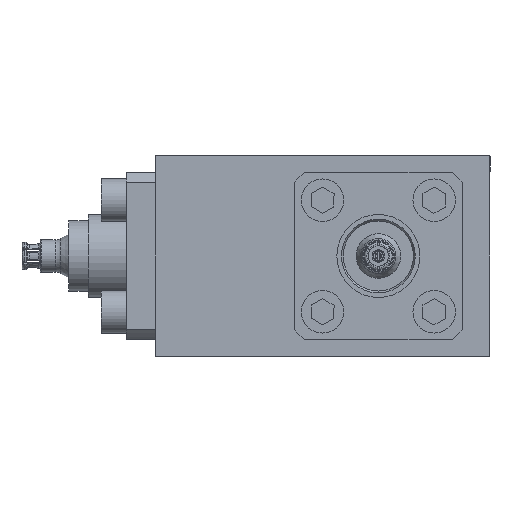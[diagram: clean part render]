
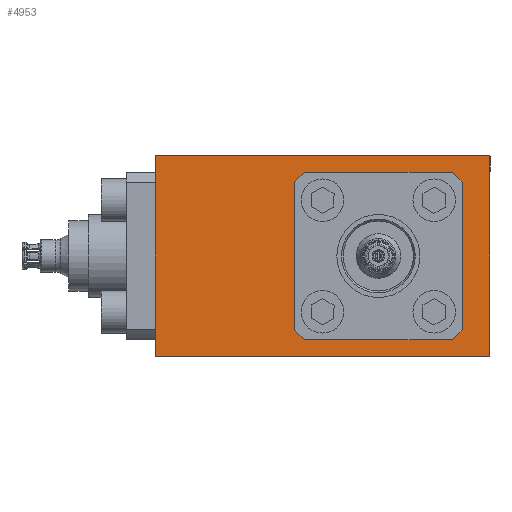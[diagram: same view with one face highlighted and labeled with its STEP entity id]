
A CAD part, left-side view. The second image highlights one B-rep face of the part: STEP entity #4953.
In plain terms, the highlighted planar face has unit normal (-1, 0, 0).
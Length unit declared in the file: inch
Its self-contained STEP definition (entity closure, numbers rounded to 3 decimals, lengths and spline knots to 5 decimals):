
#258=FACE_BOUND('',#946,.T.);
#259=FACE_BOUND('',#947,.T.);
#260=FACE_BOUND('',#948,.T.);
#261=FACE_BOUND('',#949,.T.);
#262=FACE_BOUND('',#950,.T.);
#353=PLANE('',#5397);
#623=FACE_OUTER_BOUND('',#945,.T.);
#945=EDGE_LOOP('',(#3758,#3759,#3760,#3761));
#946=EDGE_LOOP('',(#3762));
#947=EDGE_LOOP('',(#3763));
#948=EDGE_LOOP('',(#3764));
#949=EDGE_LOOP('',(#3765));
#950=EDGE_LOOP('',(#3766));
#1346=LINE('',#7835,#1682);
#1352=LINE('',#7850,#1688);
#1359=LINE('',#7867,#1695);
#1362=LINE('',#7872,#1698);
#1682=VECTOR('',#6277,0.3937);
#1688=VECTOR('',#6291,0.3937);
#1695=VECTOR('',#6308,0.3937);
#1698=VECTOR('',#6315,0.3937);
#1918=CIRCLE('',#5329,0.0195);
#1934=CIRCLE('',#5359,0.0245);
#1935=CIRCLE('',#5361,0.0245);
#1937=CIRCLE('',#5365,0.0245);
#1939=CIRCLE('',#5369,0.0245);
#2259=VERTEX_POINT('',#7687);
#2283=VERTEX_POINT('',#7757);
#2284=VERTEX_POINT('',#7761);
#2287=VERTEX_POINT('',#7770);
#2290=VERTEX_POINT('',#7779);
#2309=VERTEX_POINT('',#7832);
#2310=VERTEX_POINT('',#7834);
#2315=VERTEX_POINT('',#7849);
#2320=VERTEX_POINT('',#7865);
#2780=EDGE_CURVE('',#2259,#2259,#1918,.T.);
#2812=EDGE_CURVE('',#2283,#2283,#1934,.T.);
#2814=EDGE_CURVE('',#2284,#2284,#1935,.T.);
#2818=EDGE_CURVE('',#2287,#2287,#1937,.T.);
#2822=EDGE_CURVE('',#2290,#2290,#1939,.T.);
#2847=EDGE_CURVE('',#2309,#2310,#1346,.T.);
#2855=EDGE_CURVE('',#2315,#2310,#1352,.T.);
#2864=EDGE_CURVE('',#2320,#2309,#1359,.T.);
#2867=EDGE_CURVE('',#2320,#2315,#1362,.T.);
#3758=ORIENTED_EDGE('',*,*,#2867,.T.);
#3759=ORIENTED_EDGE('',*,*,#2855,.T.);
#3760=ORIENTED_EDGE('',*,*,#2847,.F.);
#3761=ORIENTED_EDGE('',*,*,#2864,.F.);
#3762=ORIENTED_EDGE('',*,*,#2780,.T.);
#3763=ORIENTED_EDGE('',*,*,#2812,.T.);
#3764=ORIENTED_EDGE('',*,*,#2814,.T.);
#3765=ORIENTED_EDGE('',*,*,#2818,.T.);
#3766=ORIENTED_EDGE('',*,*,#2822,.T.);
#4953=ADVANCED_FACE('',(#623,#258,#259,#260,#261,#262),#353,.T.);
#5329=AXIS2_PLACEMENT_3D('',#7688,#6123,#6124);
#5359=AXIS2_PLACEMENT_3D('',#7758,#6199,#6200);
#5361=AXIS2_PLACEMENT_3D('',#7762,#6204,#6205);
#5365=AXIS2_PLACEMENT_3D('',#7771,#6214,#6215);
#5369=AXIS2_PLACEMENT_3D('',#7780,#6224,#6225);
#5397=AXIS2_PLACEMENT_3D('',#7871,#6313,#6314);
#6123=DIRECTION('center_axis',(1.,0.,0.));
#6124=DIRECTION('ref_axis',(0.,-1.,0.));
#6199=DIRECTION('center_axis',(1.,0.,0.));
#6200=DIRECTION('ref_axis',(0.,-1.,0.));
#6204=DIRECTION('center_axis',(1.,0.,0.));
#6205=DIRECTION('ref_axis',(0.,-1.,0.));
#6214=DIRECTION('center_axis',(1.,0.,0.));
#6215=DIRECTION('ref_axis',(0.,-1.,0.));
#6224=DIRECTION('center_axis',(1.,0.,0.));
#6225=DIRECTION('ref_axis',(0.,-1.,0.));
#6277=DIRECTION('',(0.,-1.,0.));
#6291=DIRECTION('',(0.,0.,1.));
#6308=DIRECTION('',(0.,0.,1.));
#6313=DIRECTION('center_axis',(-1.,0.,0.));
#6314=DIRECTION('ref_axis',(0.,-1.,0.));
#6315=DIRECTION('',(0.,-1.,0.));
#7687=CARTESIAN_POINT('',(0.,0.2695,0.225));
#7688=CARTESIAN_POINT('Origin',(0.,0.25,0.225));
#7757=CARTESIAN_POINT('',(0.,0.1495,0.1));
#7758=CARTESIAN_POINT('Origin',(0.,0.125,0.1));
#7761=CARTESIAN_POINT('',(0.,0.3995,0.35));
#7762=CARTESIAN_POINT('Origin',(0.,0.375,0.35));
#7770=CARTESIAN_POINT('',(0.,0.1495,0.35));
#7771=CARTESIAN_POINT('Origin',(0.,0.125,0.35));
#7779=CARTESIAN_POINT('',(0.,0.3995,0.1));
#7780=CARTESIAN_POINT('Origin',(0.,0.375,0.1));
#7832=CARTESIAN_POINT('',(0.,0.75,0.45));
#7834=CARTESIAN_POINT('',(0.,0.,0.45));
#7835=CARTESIAN_POINT('',(0.,0.75,0.45));
#7849=CARTESIAN_POINT('',(0.,0.,0.));
#7850=CARTESIAN_POINT('',(0.,0.,0.));
#7865=CARTESIAN_POINT('',(0.,0.75,0.));
#7867=CARTESIAN_POINT('',(0.,0.75,0.));
#7871=CARTESIAN_POINT('Origin',(0.,0.75,0.));
#7872=CARTESIAN_POINT('',(0.,0.75,0.));
